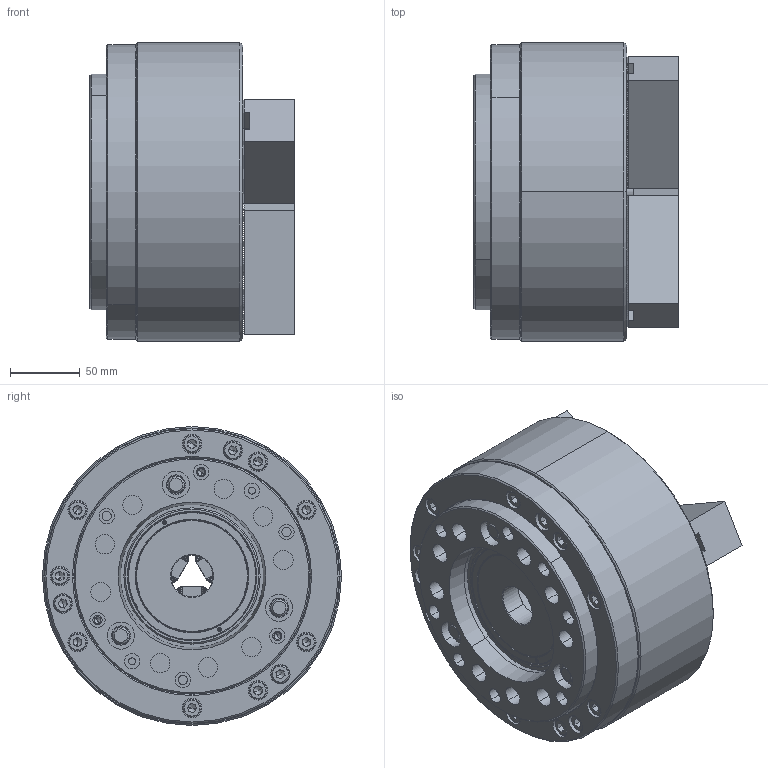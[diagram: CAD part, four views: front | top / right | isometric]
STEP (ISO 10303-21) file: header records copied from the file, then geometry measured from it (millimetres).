
FILE_DESCRIPTION (( 'STEP AP203' ), '1' );
FILE_NAME ('CF-3Q-08A6.STEP', '2020-01-15T05:25:04', ( 'temp' ), ( '' ), 'SwSTEP 2.0', 'SolidWorks 2016', '' );
FILE_SCHEMA (( 'CONFIG_CONTROL_DESIGN' ));
Length unit declared in the file: millimetre
Products named in the file (14): 圓頭內六角螺栓_M12x35; 無頭六角孔螺絲_M3x5; CF-3Q-08-01000; 圓頭內六角螺栓_M8x30; CF-3Q-08-02000; 圓頭內六角螺栓_M8x16; CF-3Q-08-05000; 圓頭內六角螺栓_M12x95; CF-3Q-08-11000; CF-3H-08-11000-A6法蘭; CF-3Q-08-12000; CF-3Q-08A6; CF-3Q-08-13000; SJ-08
Assembly tree (33 placements, depth 2):
  CF-3Q-08A6
    CF-3Q-08-01000
    CF-3Q-08-02000
    CF-3Q-08-05000
    CF-3Q-08-11000
    CF-3Q-08-12000
    CF-3Q-08-13000
    SJ-08  x3
    圓頭內六角螺栓_M12x35  x6
    無頭六角孔螺絲_M3x5  x2
    圓頭內六角螺栓_M8x30  x9
    圓頭內六角螺栓_M8x16  x3
    圓頭內六角螺栓_M12x95  x3
    CF-3H-08-11000-A6法蘭
Bounding box: 147 x 215 x 215 mm (x, y, z)
Volume: 3556313.7 mm3; surface area: 505322.2 mm2
Topology: 33 solids, 36 shells, 2737 faces, 7383 edges, 4741 vertices
Faces by surface type: plane 1622, cylinder 825, cone 290
Entity records: 39332 total; most frequent: CARTESIAN_POINT 7247, DIRECTION 6268, ORIENTED_EDGE 6254, EDGE_CURVE 3127, AXIS2_PLACEMENT_3D 2152, VERTEX_POINT 2039, LINE 1964, VECTOR 1964
